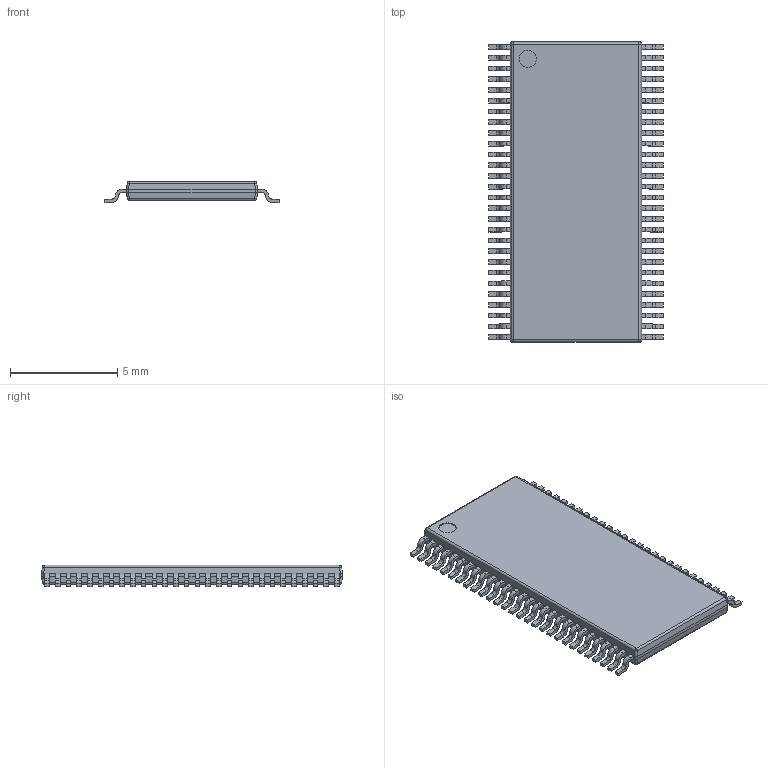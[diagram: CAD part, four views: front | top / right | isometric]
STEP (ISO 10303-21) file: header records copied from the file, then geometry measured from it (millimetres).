
FILE_DESCRIPTION((''),'2;1');
FILE_NAME('DCA0056F_ASM','2019-07-29T07:20:25',('a0412086'),(''),'CREO PARAMETRIC BY PTC INC, 2018020','CREO PARAMETRIC BY PTC INC, 2018020','');
FILE_SCHEMA(('AUTOMOTIVE_DESIGN { 1 0 10303 214 1 1 1 1 }'));
Length unit declared in the file: millimetre
Products named in the file (5): BODY-SO; LEAD-SO; THERMALPAD-SO; PIN1-ID; DCA0056F_ASM
Assembly tree (59 placements, depth 2):
  DCA0056F_ASM
    BODY-SO
    LEAD-SO  x56
    THERMALPAD-SO
    PIN1-ID
Bounding box: 8.12 x 14 x 1 mm (x, y, z)
Volume: 78.3 mm3; surface area: 296.4 mm2
Topology: 58 solids, 58 shells, 880 faces, 2246 edges, 1484 vertices
Faces by surface type: plane 626, cylinder 246, sphere 8
Entity records: 5129 total; most frequent: CARTESIAN_POINT 997, DIRECTION 618, ORIENTED_EDGE 532, PRESENTATION_STYLE_ASSIGNMENT 269, STYLED_ITEM 269, CURVE_STYLE 266, EDGE_CURVE 266, AXIS2_PLACEMENT_3D 210
